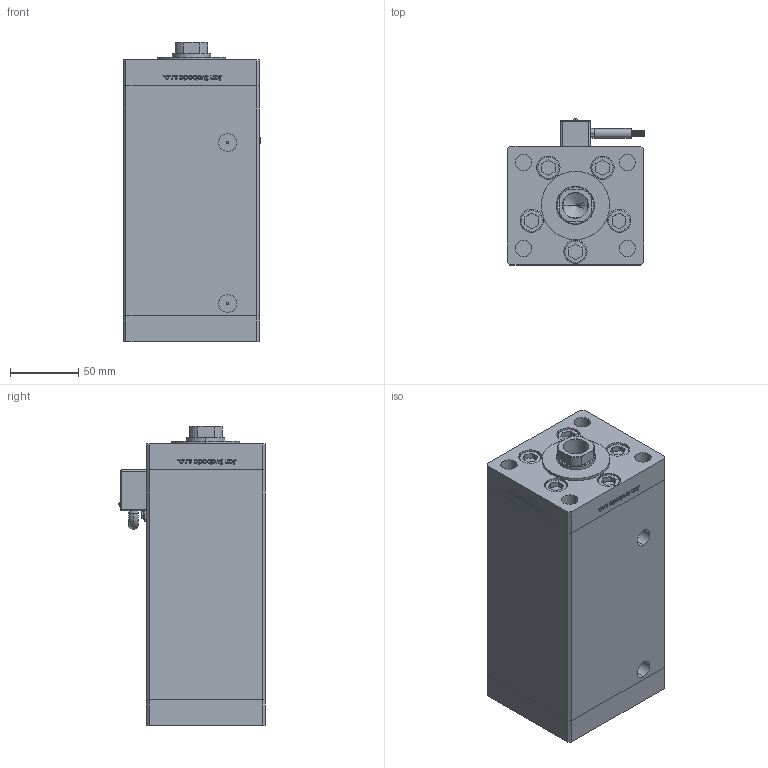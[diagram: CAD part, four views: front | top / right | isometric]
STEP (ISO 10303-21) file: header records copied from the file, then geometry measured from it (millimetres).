
FILE_DESCRIPTION (( 'STEP AP203' ), '1' );
FILE_NAME ('7148.STEP', '2022-04-15T02:58:29', ( '' ), ( '' ), 'SwSTEP 2.0', 'SolidWorks 2019', '' );
FILE_SCHEMA (( 'CONFIG_CONTROL_DESIGN' ));
Length unit declared in the file: millimetre
Products named in the file (7): 7148; V220C_VC_B ffcad7302de34b4c98544cff84e456d8; V220C BACK_B ffcad7302de34b4c98544cff84e456d8; Magnetic_Switch_MSU4 ffcad7302de34b4c98544cff84e456d8; V220C_B MIDDLE ffcad7302de34b4c98544cff84e456d8; V220C_FRONT_B ffcad7302de34b4c98544cff84e456d8; ALLEN BOLT ffcad7302de34b4c98544cff84e456d8
Assembly tree (15 placements, depth 2):
  7148
    V220C_B MIDDLE ffcad7302de34b4c98544cff84e456d8
    V220C BACK_B ffcad7302de34b4c98544cff84e456d8
    V220C_FRONT_B ffcad7302de34b4c98544cff84e456d8
    V220C_VC_B ffcad7302de34b4c98544cff84e456d8
    Magnetic_Switch_MSU4 ffcad7302de34b4c98544cff84e456d8
    ALLEN BOLT ffcad7302de34b4c98544cff84e456d8  x10
Bounding box: 100.8 x 107.1 x 219.5 mm (x, y, z)
Volume: 1593944.4 mm3; surface area: 223778.3 mm2
Topology: 15 solids, 16 shells, 1287 faces, 3189 edges, 2078 vertices
Faces by surface type: plane 503, bspline 484, cylinder 192, cone 48, torus 48, sphere 12
Entity records: 55174 total; most frequent: CARTESIAN_POINT 30801, ORIENTED_EDGE 5530, DIRECTION 3381, EDGE_CURVE 2765, VERTEX_POINT 1826, VECTOR 1425, LINE 1425, EDGE_LOOP 1269
